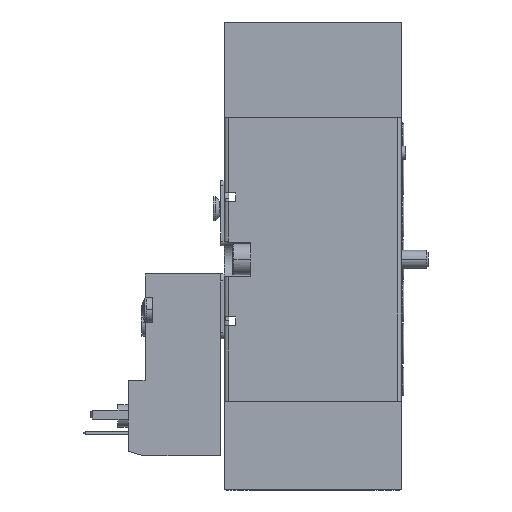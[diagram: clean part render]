
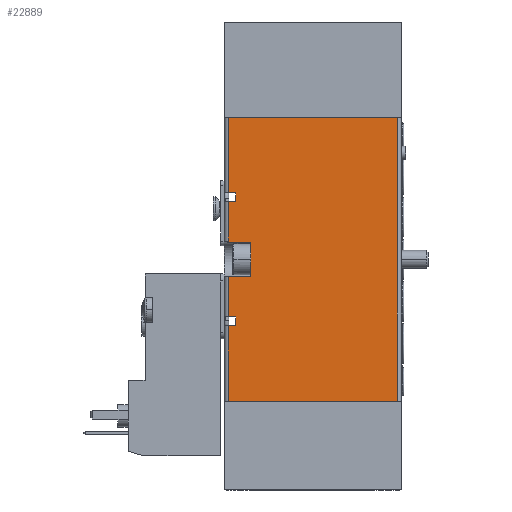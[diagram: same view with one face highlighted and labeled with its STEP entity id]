
A CAD part, left-side view. The second image highlights one B-rep face of the part: STEP entity #22889.
In plain terms, the highlighted planar face has unit normal (-1, 0, 0).
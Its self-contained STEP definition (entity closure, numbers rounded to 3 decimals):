
#48 = VECTOR ( 'NONE', #21016, 1000. ) ;
#192 = EDGE_CURVE ( 'NONE', #18895, #7202, #12234, .T. ) ;
#262 = CARTESIAN_POINT ( 'NONE',  ( 0., 39., 64. ) ) ;
#596 = CARTESIAN_POINT ( 'NONE',  ( 0., 34., 28.103 ) ) ;
#620 = CARTESIAN_POINT ( 'NONE',  ( 0., 37.4, 47. ) ) ;
#630 = DIRECTION ( 'NONE',  ( 0., -1., 0. ) ) ;
#1105 = CARTESIAN_POINT ( 'NONE',  ( 0., 37.4, 45. ) ) ;
#2096 = EDGE_CURVE ( 'NONE', #7634, #31585, #10531, .T. ) ;
#2477 = LINE ( 'NONE', #16714, #29572 ) ;
#2578 = VERTEX_POINT ( 'NONE', #21748 ) ;
#2973 = CARTESIAN_POINT ( 'NONE',  ( 0., 39., 0. ) ) ;
#3146 = CARTESIAN_POINT ( 'NONE',  ( 0., 39., 47. ) ) ;
#3435 = EDGE_CURVE ( 'NONE', #32544, #27241, #26331, .T. ) ;
#3997 = CARTESIAN_POINT ( 'NONE',  ( 0., 0., 28.103 ) ) ;
#4302 = VERTEX_POINT ( 'NONE', #10737 ) ;
#4308 = ORIENTED_EDGE ( 'NONE', *, *, #29963, .F. ) ;
#4341 = ORIENTED_EDGE ( 'NONE', *, *, #22709, .F. ) ;
#4344 = CARTESIAN_POINT ( 'NONE',  ( 0., 39., 35.897 ) ) ;
#5257 = CARTESIAN_POINT ( 'NONE',  ( 0., 39., 28.103 ) ) ;
#5410 = VECTOR ( 'NONE', #33052, 1000. ) ;
#5998 = EDGE_CURVE ( 'NONE', #31585, #27439, #32868, .T. ) ;
#7057 = LINE ( 'NONE', #12272, #13239 ) ;
#7202 = VERTEX_POINT ( 'NONE', #596 ) ;
#7490 = EDGE_CURVE ( 'NONE', #4302, #2578, #22726, .T. ) ;
#7554 = DIRECTION ( 'NONE',  ( 0., -1., 0. ) ) ;
#7634 = VERTEX_POINT ( 'NONE', #14608 ) ;
#7770 = EDGE_LOOP ( 'NONE', ( #28972, #16745, #19581, #8644, #4341, #16409, #14140, #19260, #33459, #29798, #13759, #11925, #29633, #30141, #4308, #8556 ) ) ;
#7971 = CARTESIAN_POINT ( 'NONE',  ( 0., 40., 64. ) ) ;
#8556 = ORIENTED_EDGE ( 'NONE', *, *, #10839, .F. ) ;
#8644 = ORIENTED_EDGE ( 'NONE', *, *, #192, .F. ) ;
#9286 = LINE ( 'NONE', #30994, #15441 ) ;
#9715 = VECTOR ( 'NONE', #33574, 1000. ) ;
#9739 = EDGE_CURVE ( 'NONE', #7202, #7634, #17743, .T. ) ;
#9826 = CARTESIAN_POINT ( 'NONE',  ( 0., 1., 64. ) ) ;
#10077 = VERTEX_POINT ( 'NONE', #32122 ) ;
#10531 = LINE ( 'NONE', #12963, #9715 ) ;
#10737 = CARTESIAN_POINT ( 'NONE',  ( 0., 37.4, 19. ) ) ;
#10739 = VERTEX_POINT ( 'NONE', #2973 ) ;
#10810 = VECTOR ( 'NONE', #22750, 1000. ) ;
#10839 = EDGE_CURVE ( 'NONE', #27439, #20006, #20149, .T. ) ;
#10927 = VECTOR ( 'NONE', #11051, 1000. ) ;
#10994 = VECTOR ( 'NONE', #18357, 1000. ) ;
#11051 = DIRECTION ( 'NONE',  ( 0., 0., 1. ) ) ;
#11925 = ORIENTED_EDGE ( 'NONE', *, *, #32277, .T. ) ;
#12130 = VECTOR ( 'NONE', #30914, 1000. ) ;
#12234 = LINE ( 'NONE', #3997, #31336 ) ;
#12272 = CARTESIAN_POINT ( 'NONE',  ( 0., 1., 64. ) ) ;
#12351 = VECTOR ( 'NONE', #630, 1000. ) ;
#12622 = FACE_OUTER_BOUND ( 'NONE', #7770, .T. ) ;
#12963 = CARTESIAN_POINT ( 'NONE',  ( 0., 0., 35.897 ) ) ;
#13239 = VECTOR ( 'NONE', #33046, 1000. ) ;
#13450 = CARTESIAN_POINT ( 'NONE',  ( 0., 37.4, 45. ) ) ;
#13671 = EDGE_CURVE ( 'NONE', #29596, #15776, #2477, .T. ) ;
#13759 = ORIENTED_EDGE ( 'NONE', *, *, #25749, .F. ) ;
#13869 = VECTOR ( 'NONE', #26219, 1000. ) ;
#14017 = CARTESIAN_POINT ( 'NONE',  ( 0., 37.4, 19. ) ) ;
#14140 = ORIENTED_EDGE ( 'NONE', *, *, #32891, .F. ) ;
#14482 = PLANE ( 'NONE',  #22238 ) ;
#14608 = CARTESIAN_POINT ( 'NONE',  ( 0., 34., 35.897 ) ) ;
#15441 = VECTOR ( 'NONE', #20739, 1000. ) ;
#15762 = CARTESIAN_POINT ( 'NONE',  ( 0., 40., 0. ) ) ;
#15776 = VERTEX_POINT ( 'NONE', #28850 ) ;
#15793 = VECTOR ( 'NONE', #22348, 1000. ) ;
#16112 = DIRECTION ( 'NONE',  ( 0., 0., 1. ) ) ;
#16409 = ORIENTED_EDGE ( 'NONE', *, *, #7490, .F. ) ;
#16644 = DIRECTION ( 'NONE',  ( 0., 0., 1. ) ) ;
#16714 = CARTESIAN_POINT ( 'NONE',  ( 0., 39., 64. ) ) ;
#16745 = ORIENTED_EDGE ( 'NONE', *, *, #2096, .F. ) ;
#17121 = DIRECTION ( 'NONE',  ( 0., 0., -1. ) ) ;
#17743 = LINE ( 'NONE', #23645, #10810 ) ;
#18332 = VECTOR ( 'NONE', #24241, 1000. ) ;
#18357 = DIRECTION ( 'NONE',  ( 0., 1., 0. ) ) ;
#18358 = CARTESIAN_POINT ( 'NONE',  ( 0., 37.4, 17. ) ) ;
#18895 = VERTEX_POINT ( 'NONE', #5257 ) ;
#19150 = CARTESIAN_POINT ( 'NONE',  ( 0., 39., 45. ) ) ;
#19260 = ORIENTED_EDGE ( 'NONE', *, *, #3435, .F. ) ;
#19435 = VERTEX_POINT ( 'NONE', #620 ) ;
#19581 = ORIENTED_EDGE ( 'NONE', *, *, #9739, .F. ) ;
#20006 = VERTEX_POINT ( 'NONE', #25975 ) ;
#20121 = VECTOR ( 'NONE', #16112, 1000. ) ;
#20149 = LINE ( 'NONE', #1105, #12351 ) ;
#20739 = DIRECTION ( 'NONE',  ( 0., 1., 0. ) ) ;
#20827 = VERTEX_POINT ( 'NONE', #9826 ) ;
#20839 = LINE ( 'NONE', #31281, #13869 ) ;
#21016 = DIRECTION ( 'NONE',  ( 0., 1., 0. ) ) ;
#21088 = EDGE_CURVE ( 'NONE', #10739, #32544, #29987, .T. ) ;
#21177 = LINE ( 'NONE', #7971, #48 ) ;
#21748 = CARTESIAN_POINT ( 'NONE',  ( 0., 39., 19. ) ) ;
#22238 = AXIS2_PLACEMENT_3D ( 'NONE', #32505, #32618, #17121 ) ;
#22348 = DIRECTION ( 'NONE',  ( 0., 1., 0. ) ) ;
#22709 = EDGE_CURVE ( 'NONE', #2578, #18895, #20839, .T. ) ;
#22726 = LINE ( 'NONE', #23158, #15793 ) ;
#22750 = DIRECTION ( 'NONE',  ( 0., 0., 1. ) ) ;
#22889 = ADVANCED_FACE ( 'NONE', ( #12622 ), #14482, .F. ) ;
#23158 = CARTESIAN_POINT ( 'NONE',  ( 0., 0., 19. ) ) ;
#23645 = CARTESIAN_POINT ( 'NONE',  ( 0., 34., 64. ) ) ;
#24241 = DIRECTION ( 'NONE',  ( 0., 0., 1. ) ) ;
#25749 = EDGE_CURVE ( 'NONE', #20827, #10077, #7057, .T. ) ;
#25975 = CARTESIAN_POINT ( 'NONE',  ( 0., 37.4, 45. ) ) ;
#26219 = DIRECTION ( 'NONE',  ( 0., 0., 1. ) ) ;
#26331 = LINE ( 'NONE', #33623, #5410 ) ;
#27241 = VERTEX_POINT ( 'NONE', #18358 ) ;
#27439 = VERTEX_POINT ( 'NONE', #19150 ) ;
#27774 = CARTESIAN_POINT ( 'NONE',  ( 0., 39., 17. ) ) ;
#28850 = CARTESIAN_POINT ( 'NONE',  ( 0., 39., 64. ) ) ;
#28972 = ORIENTED_EDGE ( 'NONE', *, *, #5998, .F. ) ;
#29572 = VECTOR ( 'NONE', #16644, 1000. ) ;
#29596 = VERTEX_POINT ( 'NONE', #3146 ) ;
#29633 = ORIENTED_EDGE ( 'NONE', *, *, #13671, .F. ) ;
#29798 = ORIENTED_EDGE ( 'NONE', *, *, #32671, .F. ) ;
#29963 = EDGE_CURVE ( 'NONE', #20006, #19435, #33849, .T. ) ;
#29987 = LINE ( 'NONE', #262, #10927 ) ;
#30141 = ORIENTED_EDGE ( 'NONE', *, *, #33856, .F. ) ;
#30914 = DIRECTION ( 'NONE',  ( 0., 0., 1. ) ) ;
#30994 = CARTESIAN_POINT ( 'NONE',  ( 0., 37.4, 47. ) ) ;
#31281 = CARTESIAN_POINT ( 'NONE',  ( 0., 39., 64. ) ) ;
#31336 = VECTOR ( 'NONE', #7554, 1000. ) ;
#31585 = VERTEX_POINT ( 'NONE', #4344 ) ;
#31667 = CARTESIAN_POINT ( 'NONE',  ( 0., 39., 64. ) ) ;
#31711 = LINE ( 'NONE', #15762, #10994 ) ;
#32094 = LINE ( 'NONE', #14017, #18332 ) ;
#32122 = CARTESIAN_POINT ( 'NONE',  ( 0., 1., 0. ) ) ;
#32277 = EDGE_CURVE ( 'NONE', #20827, #15776, #21177, .T. ) ;
#32505 = CARTESIAN_POINT ( 'NONE',  ( 0., 0., 64. ) ) ;
#32544 = VERTEX_POINT ( 'NONE', #27774 ) ;
#32618 = DIRECTION ( 'NONE',  ( 1., 0., 0. ) ) ;
#32671 = EDGE_CURVE ( 'NONE', #10077, #10739, #31711, .T. ) ;
#32868 = LINE ( 'NONE', #31667, #12130 ) ;
#32891 = EDGE_CURVE ( 'NONE', #27241, #4302, #32094, .T. ) ;
#33046 = DIRECTION ( 'NONE',  ( 0., 0., -1. ) ) ;
#33052 = DIRECTION ( 'NONE',  ( 0., -1., 0. ) ) ;
#33459 = ORIENTED_EDGE ( 'NONE', *, *, #21088, .F. ) ;
#33574 = DIRECTION ( 'NONE',  ( 0., 1., 0. ) ) ;
#33623 = CARTESIAN_POINT ( 'NONE',  ( 0., 0., 17. ) ) ;
#33849 = LINE ( 'NONE', #13450, #20121 ) ;
#33856 = EDGE_CURVE ( 'NONE', #19435, #29596, #9286, .T. ) ;
